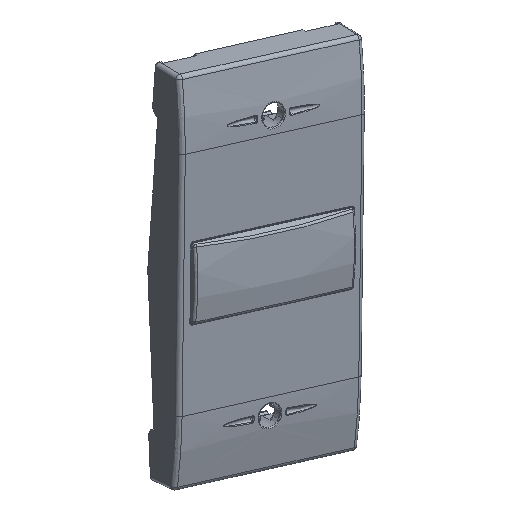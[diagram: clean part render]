
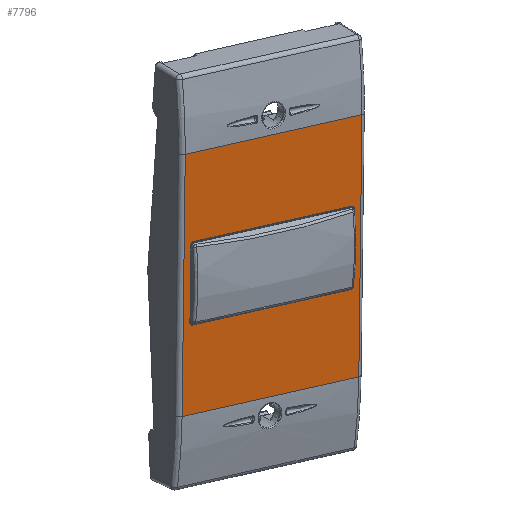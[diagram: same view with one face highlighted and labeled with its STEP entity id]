
A CAD part, top view. The second image highlights one B-rep face of the part: STEP entity #7796.
In plain terms, the highlighted face is planar.
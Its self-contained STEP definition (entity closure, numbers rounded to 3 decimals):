
#7305=CARTESIAN_POINT('Vertex',(13.969,-10.53,8.875)) ;
#7341=CARTESIAN_POINT('Vertex',(-13.969,-10.53,8.875)) ;
#7344=CARTESIAN_POINT('Line Origine',(-0.249,-10.53,8.875)) ;
#7540=CARTESIAN_POINT('Vertex',(13.969,10.53,8.875)) ;
#7570=CARTESIAN_POINT('Vertex',(-13.969,10.53,8.875)) ;
#7573=CARTESIAN_POINT('Line Origine',(-0.249,10.53,8.875)) ;
#7649=CARTESIAN_POINT('Axis2P3D Location',(-13.969,0.,8.875)) ;
#7654=CARTESIAN_POINT('Line Origine',(13.969,0.,8.875)) ;
#7659=CARTESIAN_POINT('Line Origine',(-13.969,0.,8.875)) ;
#7671=CARTESIAN_POINT('Control Point',(-4.452,9.427,8.875)) ;
#7672=CARTESIAN_POINT('Control Point',(-4.452,9.446,8.875)) ;
#7673=CARTESIAN_POINT('Control Point',(-4.45,9.465,8.875)) ;
#7674=CARTESIAN_POINT('Control Point',(-4.447,9.483,8.875)) ;
#7675=CARTESIAN_POINT('Control Point',(-4.438,9.52,8.875)) ;
#7676=CARTESIAN_POINT('Control Point',(-4.424,9.555,8.875)) ;
#7677=CARTESIAN_POINT('Control Point',(-4.415,9.572,8.875)) ;
#7678=CARTESIAN_POINT('Control Point',(-4.395,9.605,8.875)) ;
#7679=CARTESIAN_POINT('Control Point',(-4.37,9.633,8.875)) ;
#7680=CARTESIAN_POINT('Control Point',(-4.357,9.647,8.875)) ;
#7681=CARTESIAN_POINT('Control Point',(-4.328,9.671,8.875)) ;
#7682=CARTESIAN_POINT('Control Point',(-4.295,9.691,8.875)) ;
#7683=CARTESIAN_POINT('Control Point',(-4.278,9.7,8.875)) ;
#7684=CARTESIAN_POINT('Control Point',(-4.244,9.714,8.875)) ;
#7685=CARTESIAN_POINT('Control Point',(-4.207,9.722,8.875)) ;
#7686=CARTESIAN_POINT('Control Point',(-4.189,9.725,8.875)) ;
#7687=CARTESIAN_POINT('Control Point',(-4.17,9.727,8.875)) ;
#7688=CARTESIAN_POINT('Control Point',(-4.152,9.727,8.875)) ;
#7689=CARTESIAN_POINT('Vertex',(-4.452,9.427,8.875)) ;
#7691=CARTESIAN_POINT('Vertex',(-4.152,9.727,8.875)) ;
#7694=CARTESIAN_POINT('Line Origine',(0.,9.727,8.875)) ;
#7698=CARTESIAN_POINT('Vertex',(4.152,9.727,8.875)) ;
#7702=CARTESIAN_POINT('Control Point',(4.152,9.727,8.875)) ;
#7703=CARTESIAN_POINT('Control Point',(4.171,9.727,8.875)) ;
#7704=CARTESIAN_POINT('Control Point',(4.19,9.725,8.875)) ;
#7705=CARTESIAN_POINT('Control Point',(4.208,9.722,8.875)) ;
#7706=CARTESIAN_POINT('Control Point',(4.245,9.713,8.875)) ;
#7707=CARTESIAN_POINT('Control Point',(4.28,9.699,8.875)) ;
#7708=CARTESIAN_POINT('Control Point',(4.297,9.69,8.875)) ;
#7709=CARTESIAN_POINT('Control Point',(4.33,9.67,8.875)) ;
#7710=CARTESIAN_POINT('Control Point',(4.358,9.645,8.875)) ;
#7711=CARTESIAN_POINT('Control Point',(4.372,9.632,8.875)) ;
#7712=CARTESIAN_POINT('Control Point',(4.396,9.603,8.875)) ;
#7713=CARTESIAN_POINT('Control Point',(4.416,9.57,8.875)) ;
#7714=CARTESIAN_POINT('Control Point',(4.425,9.553,8.875)) ;
#7715=CARTESIAN_POINT('Control Point',(4.439,9.519,8.875)) ;
#7716=CARTESIAN_POINT('Control Point',(4.447,9.482,8.875)) ;
#7717=CARTESIAN_POINT('Control Point',(4.45,9.464,8.875)) ;
#7718=CARTESIAN_POINT('Control Point',(4.452,9.445,8.875)) ;
#7719=CARTESIAN_POINT('Control Point',(4.452,9.427,8.875)) ;
#7720=CARTESIAN_POINT('Vertex',(4.452,9.427,8.875)) ;
#7723=CARTESIAN_POINT('Line Origine',(4.452,0.,8.875)) ;
#7727=CARTESIAN_POINT('Vertex',(4.452,-9.427,8.875)) ;
#7731=CARTESIAN_POINT('Control Point',(4.152,-9.727,8.875)) ;
#7732=CARTESIAN_POINT('Control Point',(4.171,-9.727,8.875)) ;
#7733=CARTESIAN_POINT('Control Point',(4.19,-9.725,8.875)) ;
#7734=CARTESIAN_POINT('Control Point',(4.208,-9.722,8.875)) ;
#7735=CARTESIAN_POINT('Control Point',(4.245,-9.713,8.875)) ;
#7736=CARTESIAN_POINT('Control Point',(4.28,-9.699,8.875)) ;
#7737=CARTESIAN_POINT('Control Point',(4.297,-9.69,8.875)) ;
#7738=CARTESIAN_POINT('Control Point',(4.33,-9.67,8.875)) ;
#7739=CARTESIAN_POINT('Control Point',(4.358,-9.645,8.875)) ;
#7740=CARTESIAN_POINT('Control Point',(4.372,-9.632,8.875)) ;
#7741=CARTESIAN_POINT('Control Point',(4.396,-9.603,8.875)) ;
#7742=CARTESIAN_POINT('Control Point',(4.416,-9.57,8.875)) ;
#7743=CARTESIAN_POINT('Control Point',(4.425,-9.553,8.875)) ;
#7744=CARTESIAN_POINT('Control Point',(4.439,-9.519,8.875)) ;
#7745=CARTESIAN_POINT('Control Point',(4.447,-9.482,8.875)) ;
#7746=CARTESIAN_POINT('Control Point',(4.45,-9.464,8.875)) ;
#7747=CARTESIAN_POINT('Control Point',(4.452,-9.445,8.875)) ;
#7748=CARTESIAN_POINT('Control Point',(4.452,-9.427,8.875)) ;
#7749=CARTESIAN_POINT('Vertex',(4.152,-9.727,8.875)) ;
#7752=CARTESIAN_POINT('Line Origine',(0.,-9.727,8.875)) ;
#7756=CARTESIAN_POINT('Vertex',(-4.152,-9.727,8.875)) ;
#7760=CARTESIAN_POINT('Control Point',(-4.452,-9.427,8.875)) ;
#7761=CARTESIAN_POINT('Control Point',(-4.452,-9.446,8.875)) ;
#7762=CARTESIAN_POINT('Control Point',(-4.45,-9.465,8.875)) ;
#7763=CARTESIAN_POINT('Control Point',(-4.447,-9.483,8.875)) ;
#7764=CARTESIAN_POINT('Control Point',(-4.438,-9.52,8.875)) ;
#7765=CARTESIAN_POINT('Control Point',(-4.424,-9.555,8.875)) ;
#7766=CARTESIAN_POINT('Control Point',(-4.415,-9.572,8.875)) ;
#7767=CARTESIAN_POINT('Control Point',(-4.395,-9.605,8.875)) ;
#7768=CARTESIAN_POINT('Control Point',(-4.37,-9.633,8.875)) ;
#7769=CARTESIAN_POINT('Control Point',(-4.357,-9.647,8.875)) ;
#7770=CARTESIAN_POINT('Control Point',(-4.328,-9.671,8.875)) ;
#7771=CARTESIAN_POINT('Control Point',(-4.295,-9.691,8.875)) ;
#7772=CARTESIAN_POINT('Control Point',(-4.278,-9.7,8.875)) ;
#7773=CARTESIAN_POINT('Control Point',(-4.244,-9.714,8.875)) ;
#7774=CARTESIAN_POINT('Control Point',(-4.207,-9.722,8.875)) ;
#7775=CARTESIAN_POINT('Control Point',(-4.189,-9.725,8.875)) ;
#7776=CARTESIAN_POINT('Control Point',(-4.17,-9.727,8.875)) ;
#7777=CARTESIAN_POINT('Control Point',(-4.152,-9.727,8.875)) ;
#7778=CARTESIAN_POINT('Vertex',(-4.452,-9.427,8.875)) ;
#7781=CARTESIAN_POINT('Line Origine',(-4.452,0.,8.875)) ;
#7345=DIRECTION('Vector Direction',(-1.,0.,0.)) ;
#7574=DIRECTION('Vector Direction',(-1.,0.,0.)) ;
#7650=DIRECTION('Axis2P3D Direction',(0.,0.,1.)) ;
#7651=DIRECTION('Axis2P3D XDirection',(1.,0.,0.)) ;
#7655=DIRECTION('Vector Direction',(0.,1.,0.)) ;
#7660=DIRECTION('Vector Direction',(0.,1.,0.)) ;
#7695=DIRECTION('Vector Direction',(1.,0.,0.)) ;
#7724=DIRECTION('Vector Direction',(0.,-1.,0.)) ;
#7753=DIRECTION('Vector Direction',(1.,0.,0.)) ;
#7782=DIRECTION('Vector Direction',(0.,-1.,0.)) ;
#7652=AXIS2_PLACEMENT_3D('Plane Axis2P3D',#7649,#7650,#7651) ;
#7665=ORIENTED_EDGE('',*,*,#7348,.T.) ;
#7666=ORIENTED_EDGE('',*,*,#7658,.T.) ;
#7667=ORIENTED_EDGE('',*,*,#7577,.T.) ;
#7668=ORIENTED_EDGE('',*,*,#7663,.F.) ;
#7787=ORIENTED_EDGE('',*,*,#7693,.T.) ;
#7788=ORIENTED_EDGE('',*,*,#7700,.F.) ;
#7789=ORIENTED_EDGE('',*,*,#7722,.T.) ;
#7790=ORIENTED_EDGE('',*,*,#7729,.F.) ;
#7791=ORIENTED_EDGE('',*,*,#7751,.T.) ;
#7792=ORIENTED_EDGE('',*,*,#7758,.F.) ;
#7793=ORIENTED_EDGE('',*,*,#7780,.T.) ;
#7794=ORIENTED_EDGE('',*,*,#7785,.T.) ;
#7795=FACE_BOUND('',#7786,.T.) ;
#7346=VECTOR('Line Direction',#7345,1.) ;
#7575=VECTOR('Line Direction',#7574,1.) ;
#7656=VECTOR('Line Direction',#7655,1.) ;
#7661=VECTOR('Line Direction',#7660,1.) ;
#7696=VECTOR('Line Direction',#7695,1.) ;
#7725=VECTOR('Line Direction',#7724,1.) ;
#7754=VECTOR('Line Direction',#7753,1.) ;
#7783=VECTOR('Line Direction',#7782,1.) ;
#7796=ADVANCED_FACE('PartBody',(#7669,#7795),#7653,.T.) ;
#7670=B_SPLINE_CURVE_WITH_KNOTS('',5,(#7671,#7672,#7673,#7674,#7675,#7676,#7677,#7678,#7679,#7680,#7681,#7682,#7683,#7684,#7685,#7686,#7687,#7688),.UNSPECIFIED.,.F.,.U.,(6,3,3,3,3,6),(0.,0.133,0.267,0.401,0.535,0.665),.UNSPECIFIED.) ;
#7701=B_SPLINE_CURVE_WITH_KNOTS('',5,(#7702,#7703,#7704,#7705,#7706,#7707,#7708,#7709,#7710,#7711,#7712,#7713,#7714,#7715,#7716,#7717,#7718,#7719),.UNSPECIFIED.,.F.,.U.,(6,3,3,3,3,6),(0.,0.133,0.267,0.401,0.535,0.665),.UNSPECIFIED.) ;
#7730=B_SPLINE_CURVE_WITH_KNOTS('',5,(#7731,#7732,#7733,#7734,#7735,#7736,#7737,#7738,#7739,#7740,#7741,#7742,#7743,#7744,#7745,#7746,#7747,#7748),.UNSPECIFIED.,.F.,.U.,(6,3,3,3,3,6),(0.,0.133,0.267,0.401,0.535,0.665),.UNSPECIFIED.) ;
#7759=B_SPLINE_CURVE_WITH_KNOTS('',5,(#7760,#7761,#7762,#7763,#7764,#7765,#7766,#7767,#7768,#7769,#7770,#7771,#7772,#7773,#7774,#7775,#7776,#7777),.UNSPECIFIED.,.F.,.U.,(6,3,3,3,3,6),(0.,0.133,0.267,0.401,0.535,0.665),.UNSPECIFIED.) ;
#7348=EDGE_CURVE('',#7342,#7306,#7347,.F.) ;
#7577=EDGE_CURVE('',#7541,#7571,#7576,.T.) ;
#7658=EDGE_CURVE('',#7306,#7541,#7657,.T.) ;
#7663=EDGE_CURVE('',#7342,#7571,#7662,.T.) ;
#7693=EDGE_CURVE('',#7690,#7692,#7670,.T.) ;
#7700=EDGE_CURVE('',#7699,#7692,#7697,.F.) ;
#7722=EDGE_CURVE('',#7699,#7721,#7701,.T.) ;
#7729=EDGE_CURVE('',#7728,#7721,#7726,.F.) ;
#7751=EDGE_CURVE('',#7728,#7750,#7730,.F.) ;
#7758=EDGE_CURVE('',#7757,#7750,#7755,.T.) ;
#7780=EDGE_CURVE('',#7757,#7779,#7759,.F.) ;
#7785=EDGE_CURVE('',#7779,#7690,#7784,.F.) ;
#7664=EDGE_LOOP('',(#7665,#7666,#7667,#7668)) ;
#7786=EDGE_LOOP('',(#7787,#7788,#7789,#7790,#7791,#7792,#7793,#7794)) ;
#7669=FACE_OUTER_BOUND('',#7664,.T.) ;
#7347=LINE('Line',#7344,#7346) ;
#7576=LINE('Line',#7573,#7575) ;
#7657=LINE('Line',#7654,#7656) ;
#7662=LINE('Line',#7659,#7661) ;
#7697=LINE('Line',#7694,#7696) ;
#7726=LINE('Line',#7723,#7725) ;
#7755=LINE('Line',#7752,#7754) ;
#7784=LINE('Line',#7781,#7783) ;
#7653=PLANE('',#7652) ;
#7306=VERTEX_POINT('',#7305) ;
#7342=VERTEX_POINT('',#7341) ;
#7541=VERTEX_POINT('',#7540) ;
#7571=VERTEX_POINT('',#7570) ;
#7690=VERTEX_POINT('',#7689) ;
#7692=VERTEX_POINT('',#7691) ;
#7699=VERTEX_POINT('',#7698) ;
#7721=VERTEX_POINT('',#7720) ;
#7728=VERTEX_POINT('',#7727) ;
#7750=VERTEX_POINT('',#7749) ;
#7757=VERTEX_POINT('',#7756) ;
#7779=VERTEX_POINT('',#7778) ;
